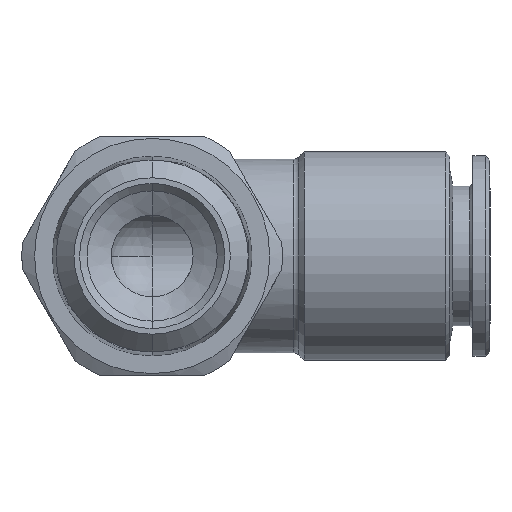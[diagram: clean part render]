
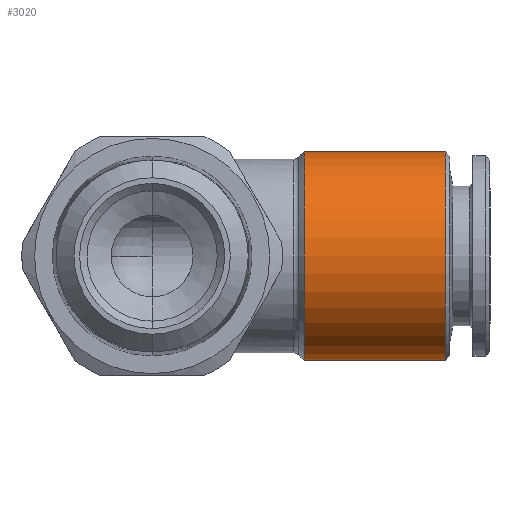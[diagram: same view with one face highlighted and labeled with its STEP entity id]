
A CAD part, front view. The second image highlights one B-rep face of the part: STEP entity #3020.
In plain terms, the highlighted cylindrical face has radius 7 mm (diameter 14 mm), a partial arc.
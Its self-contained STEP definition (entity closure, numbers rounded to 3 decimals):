
#13 = ORIENTED_EDGE ( 'NONE', *, *, #3965, .T. ) ;
#65 = EDGE_LOOP ( 'NONE', ( #303, #3339, #13, #1312 ) ) ;
#127 = CIRCLE ( 'NONE', #417, 7. ) ;
#136 = CIRCLE ( 'NONE', #569, 7. ) ;
#166 = VERTEX_POINT ( 'NONE', #487 ) ;
#202 = VERTEX_POINT ( 'NONE', #1828 ) ;
#279 = LINE ( 'NONE', #2815, #330 ) ;
#303 = ORIENTED_EDGE ( 'NONE', *, *, #3179, .F. ) ;
#330 = VECTOR ( 'NONE', #339, 1000. ) ;
#339 = DIRECTION ( 'NONE',  ( -1., 0., 0. ) ) ;
#388 = DIRECTION ( 'NONE',  ( -1., 0., 0. ) ) ;
#417 = AXIS2_PLACEMENT_3D ( 'NONE', #2326, #388, #2953 ) ;
#484 = CARTESIAN_POINT ( 'NONE',  ( 10.21, 0., 7. ) ) ;
#487 = CARTESIAN_POINT ( 'NONE',  ( 10.21, 0., -7. ) ) ;
#537 = EDGE_CURVE ( 'NONE', #3268, #202, #136, .T. ) ;
#569 = AXIS2_PLACEMENT_3D ( 'NONE', #2818, #3783, #4116 ) ;
#942 = CARTESIAN_POINT ( 'NONE',  ( 19.7, 0., -7. ) ) ;
#1312 = ORIENTED_EDGE ( 'NONE', *, *, #1353, .F. ) ;
#1353 = EDGE_CURVE ( 'NONE', #166, #3651, #127, .T. ) ;
#1390 = AXIS2_PLACEMENT_3D ( 'NONE', #3354, #2093, #1487 ) ;
#1487 = DIRECTION ( 'NONE',  ( 0., 0., 1. ) ) ;
#1708 = VECTOR ( 'NONE', #4121, 1000. ) ;
#1828 = CARTESIAN_POINT ( 'NONE',  ( 19.7, 0., 7. ) ) ;
#1855 = FACE_OUTER_BOUND ( 'NONE', #65, .T. ) ;
#2006 = LINE ( 'NONE', #2809, #1708 ) ;
#2093 = DIRECTION ( 'NONE',  ( -1., 0., 0. ) ) ;
#2326 = CARTESIAN_POINT ( 'NONE',  ( 10.21, 0., 0. ) ) ;
#2394 = CYLINDRICAL_SURFACE ( 'NONE', #1390, 7. ) ;
#2809 = CARTESIAN_POINT ( 'NONE',  ( 0., 0., -7. ) ) ;
#2815 = CARTESIAN_POINT ( 'NONE',  ( 0., 0., 7. ) ) ;
#2818 = CARTESIAN_POINT ( 'NONE',  ( 19.7, 0., 0. ) ) ;
#2953 = DIRECTION ( 'NONE',  ( 0., 0., -1. ) ) ;
#3020 = ADVANCED_FACE ( 'NONE', ( #1855 ), #2394, .T. ) ;
#3179 = EDGE_CURVE ( 'NONE', #3268, #166, #2006, .T. ) ;
#3268 = VERTEX_POINT ( 'NONE', #942 ) ;
#3339 = ORIENTED_EDGE ( 'NONE', *, *, #537, .T. ) ;
#3354 = CARTESIAN_POINT ( 'NONE',  ( 0., 0., 0. ) ) ;
#3651 = VERTEX_POINT ( 'NONE', #484 ) ;
#3783 = DIRECTION ( 'NONE',  ( -1., 0., 0. ) ) ;
#3965 = EDGE_CURVE ( 'NONE', #202, #3651, #279, .T. ) ;
#4116 = DIRECTION ( 'NONE',  ( 0., 0., 1. ) ) ;
#4121 = DIRECTION ( 'NONE',  ( -1., 0., 0. ) ) ;
